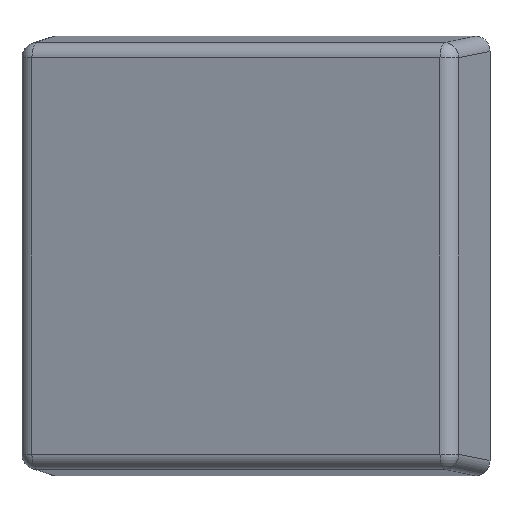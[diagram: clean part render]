
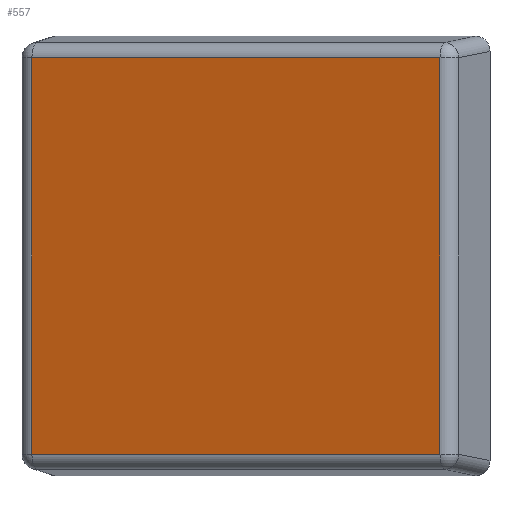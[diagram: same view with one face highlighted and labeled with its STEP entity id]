
A CAD part, left-side view. The second image highlights one B-rep face of the part: STEP entity #557.
In plain terms, the highlighted planar face has unit normal (-0.94, 0.342, 0).
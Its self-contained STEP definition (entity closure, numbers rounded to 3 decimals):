
#136=ORIENTED_EDGE('',*,*,#283,.T.);
#137=ORIENTED_EDGE('',*,*,#285,.T.);
#138=ORIENTED_EDGE('',*,*,#286,.F.);
#139=ORIENTED_EDGE('',*,*,#287,.T.);
#283=EDGE_CURVE('',#357,#356,#393,.T.);
#285=EDGE_CURVE('',#356,#358,#394,.F.);
#286=EDGE_CURVE('',#359,#358,#395,.T.);
#287=EDGE_CURVE('',#359,#357,#396,.F.);
#356=VERTEX_POINT('',#950);
#357=VERTEX_POINT('',#952);
#358=VERTEX_POINT('',#956);
#359=VERTEX_POINT('',#958);
#393=LINE('',#951,#435);
#394=LINE('',#955,#436);
#395=LINE('',#957,#437);
#396=LINE('',#959,#438);
#435=VECTOR('',#753,1000.);
#436=VECTOR('',#758,1000.);
#437=VECTOR('',#759,1000.);
#438=VECTOR('',#760,1000.);
#467=EDGE_LOOP('',(#136,#137,#138,#139));
#507=FACE_BOUND('',#467,.T.);
#539=PLANE('',#627);
#557=ADVANCED_FACE('',(#507),#539,.F.);
#627=AXIS2_PLACEMENT_3D('',#954,#756,#757);
#753=DIRECTION('',(0.,0.,1.));
#756=DIRECTION('',(0.94,-0.342,0.));
#757=DIRECTION('',(0.342,0.94,0.));
#758=DIRECTION('',(-0.342,-0.94,0.));
#759=DIRECTION('',(0.,0.,1.));
#760=DIRECTION('',(0.342,0.94,0.));
#950=CARTESIAN_POINT('',(-38.424,10.962,4.816));
#951=CARTESIAN_POINT('',(-38.424,10.962,-0.7));
#952=CARTESIAN_POINT('',(-38.424,10.962,-0.416));
#954=CARTESIAN_POINT('',(-38.424,10.962,-0.7));
#955=CARTESIAN_POINT('',(-38.424,10.962,4.816));
#956=CARTESIAN_POINT('',(-36.463,16.349,4.816));
#957=CARTESIAN_POINT('',(-36.463,16.349,-0.7));
#958=CARTESIAN_POINT('',(-36.463,16.349,-0.416));
#959=CARTESIAN_POINT('',(-38.424,10.962,-0.416));
